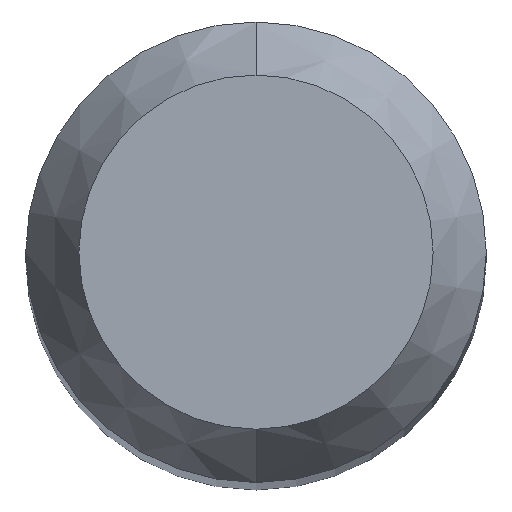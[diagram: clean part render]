
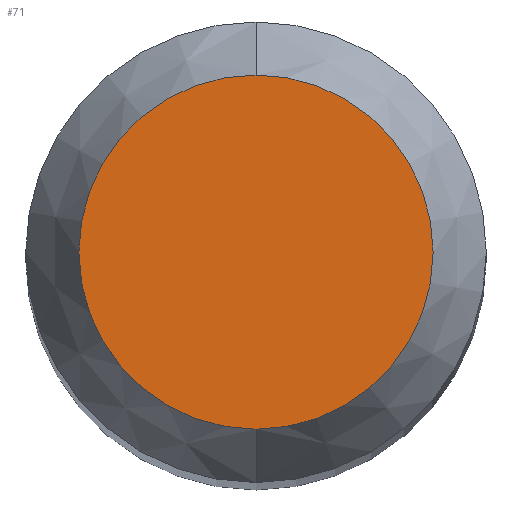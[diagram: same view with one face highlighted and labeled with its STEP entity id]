
A CAD part, top view. The second image highlights one B-rep face of the part: STEP entity #71.
In plain terms, the highlighted planar face has unit normal (0, 0, 1).
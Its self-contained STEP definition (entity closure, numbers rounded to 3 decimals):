
#52=PLANE('',#419);
#71=ADVANCED_FACE('',(#98),#52,.F.);
#98=FACE_OUTER_BOUND('',#117,.T.);
#117=EDGE_LOOP('',(#202,#203));
#134=CIRCLE('',#415,1.154);
#135=CIRCLE('',#417,1.154);
#202=ORIENTED_EDGE('',*,*,#256,.F.);
#203=ORIENTED_EDGE('',*,*,#254,.F.);
#221=VERTEX_POINT('',#616);
#222=VERTEX_POINT('',#618);
#254=EDGE_CURVE('',#221,#222,#134,.T.);
#256=EDGE_CURVE('',#222,#221,#135,.T.);
#415=AXIS2_PLACEMENT_3D('',#617,#525,#526);
#417=AXIS2_PLACEMENT_3D('',#621,#530,#531);
#419=AXIS2_PLACEMENT_3D('',#623,#534,#535);
#525=DIRECTION('',(0.,0.,-1.));
#526=DIRECTION('',(0.,-1.,0.));
#530=DIRECTION('',(0.,0.,-1.));
#531=DIRECTION('',(0.,1.,0.));
#534=DIRECTION('',(0.,0.,-1.));
#535=DIRECTION('',(0.,1.,0.));
#616=CARTESIAN_POINT('',(0.,-1.154,38.065));
#617=CARTESIAN_POINT('',(0.,0.,38.065));
#618=CARTESIAN_POINT('',(0.,1.154,38.065));
#621=CARTESIAN_POINT('',(0.,0.,38.065));
#623=CARTESIAN_POINT('',(0.,0.,38.065));
